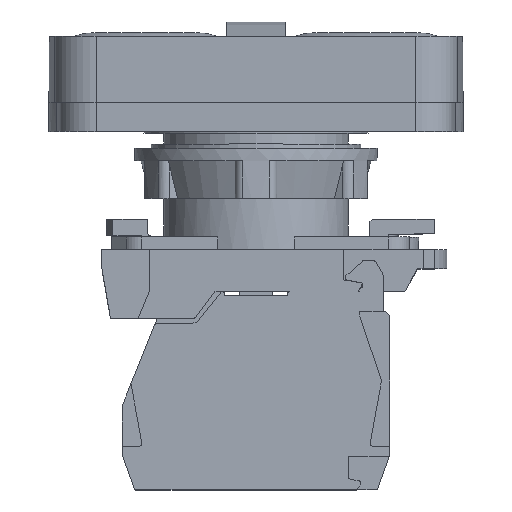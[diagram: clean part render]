
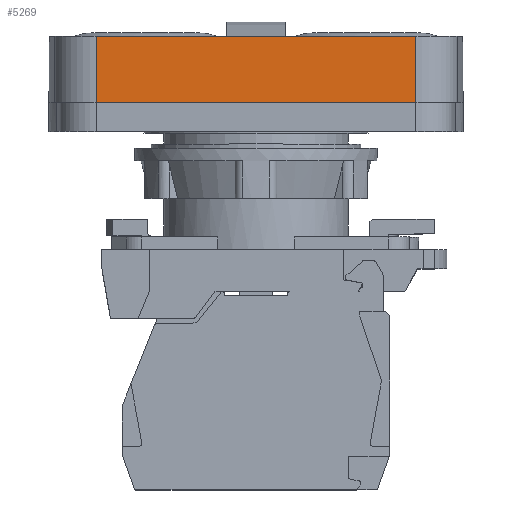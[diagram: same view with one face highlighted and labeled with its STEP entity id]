
A CAD part, top view. The second image highlights one B-rep face of the part: STEP entity #5269.
In plain terms, the highlighted planar face has unit normal (0, 0, 1).
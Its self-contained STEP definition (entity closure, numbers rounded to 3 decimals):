
#5269=ADVANCED_FACE('',(#9962),#9964,.T.);
#9962=FACE_BOUND('',#9963,.T.);
#9963=EDGE_LOOP('',(#13807,#13808,#13809,#13810));
#9964=PLANE('',#9965);
#9965=AXIS2_PLACEMENT_3D('',#9966,#9967,#9968);
#9966=CARTESIAN_POINT('',(-19.099,25.5,14.75));
#9967=DIRECTION('',(0.,0.,1.));
#9968=DIRECTION('',(1.,0.,0.));
#13807=ORIENTED_EDGE('',*,*,#15799,.F.);
#13808=ORIENTED_EDGE('',*,*,#15800,.F.);
#13809=ORIENTED_EDGE('',*,*,#15801,.T.);
#13810=ORIENTED_EDGE('',*,*,#15786,.T.);
#15786=EDGE_CURVE('',#18699,#18697,#18700,.T.);
#15799=EDGE_CURVE('',#18718,#18697,#18720,.T.);
#15800=EDGE_CURVE('',#18721,#18718,#18722,.T.);
#15801=EDGE_CURVE('',#18721,#18699,#18723,.T.);
#18697=VERTEX_POINT('',#26005);
#18699=VERTEX_POINT('',#26010);
#18700=LINE('',#26011,#26012);
#18718=VERTEX_POINT('',#26058);
#18720=LINE('',#26063,#26064);
#18721=VERTEX_POINT('',#26066);
#18722=LINE('',#26067,#26068);
#18723=LINE('',#26070,#26071);
#26005=CARTESIAN_POINT('',(19.099,17.6,14.75));
#26010=CARTESIAN_POINT('',(-19.099,17.6,14.75));
#26011=CARTESIAN_POINT('',(-19.099,17.6,14.75));
#26012=VECTOR('',#26013,1.);
#26013=DIRECTION('',(1.,0.,0.));
#26058=CARTESIAN_POINT('',(19.099,25.5,14.75));
#26063=CARTESIAN_POINT('',(19.099,25.5,14.75));
#26064=VECTOR('',#26065,1.);
#26065=DIRECTION('',(0.,-1.,0.));
#26066=CARTESIAN_POINT('',(-19.099,25.5,14.75));
#26067=CARTESIAN_POINT('',(-19.099,25.5,14.75));
#26068=VECTOR('',#26069,1.);
#26069=DIRECTION('',(1.,0.,0.));
#26070=CARTESIAN_POINT('',(-19.099,25.5,14.75));
#26071=VECTOR('',#26072,1.);
#26072=DIRECTION('',(0.,-1.,0.));
